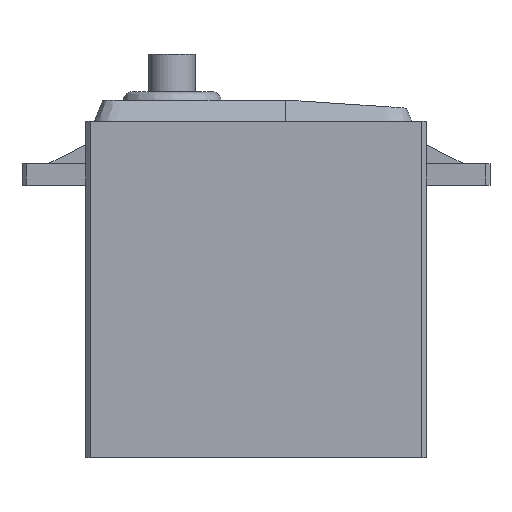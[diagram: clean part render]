
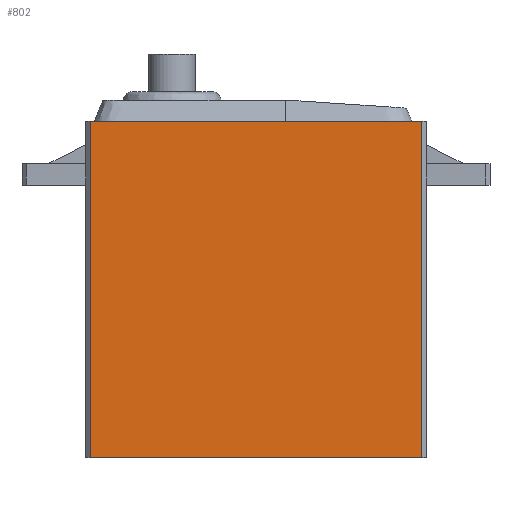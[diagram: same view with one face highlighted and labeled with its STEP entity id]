
A CAD part, top view. The second image highlights one B-rep face of the part: STEP entity #802.
In plain terms, the highlighted planar face has unit normal (0, 0, 1).
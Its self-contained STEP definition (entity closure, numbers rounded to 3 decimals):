
#33=LINE('',#1597,#124);
#71=LINE('',#1678,#162);
#77=LINE('',#1689,#168);
#79=LINE('',#1692,#170);
#124=VECTOR('',#935,10.);
#162=VECTOR('',#999,10.);
#168=VECTOR('',#1009,10.);
#170=VECTOR('',#1013,10.);
#247=FACE_OUTER_BOUND('',#299,.T.);
#299=EDGE_LOOP('',(#629,#630,#631,#632));
#356=VERTEX_POINT('',#1594);
#357=VERTEX_POINT('',#1596);
#386=VERTEX_POINT('',#1675);
#387=VERTEX_POINT('',#1677);
#432=EDGE_CURVE('',#356,#357,#33,.T.);
#472=EDGE_CURVE('',#387,#386,#71,.T.);
#478=EDGE_CURVE('',#357,#386,#77,.T.);
#480=EDGE_CURVE('',#387,#356,#79,.T.);
#629=ORIENTED_EDGE('',*,*,#478,.F.);
#630=ORIENTED_EDGE('',*,*,#432,.F.);
#631=ORIENTED_EDGE('',*,*,#480,.F.);
#632=ORIENTED_EDGE('',*,*,#472,.T.);
#760=PLANE('',#867);
#802=ADVANCED_FACE('',(#247),#760,.T.);
#867=AXIS2_PLACEMENT_3D('',#1691,#1011,#1012);
#935=DIRECTION('',(1.,0.,0.));
#999=DIRECTION('',(1.,0.,0.));
#1009=DIRECTION('',(0.,-1.,0.));
#1011=DIRECTION('center_axis',(0.,0.,1.));
#1012=DIRECTION('ref_axis',(1.,0.,0.));
#1013=DIRECTION('',(0.,1.,0.));
#1594=CARTESIAN_POINT('',(0.5,39.5,0.));
#1596=CARTESIAN_POINT('',(39.5,39.5,0.));
#1597=CARTESIAN_POINT('',(40.,39.5,0.));
#1675=CARTESIAN_POINT('',(39.5,0.,0.));
#1677=CARTESIAN_POINT('',(0.5,0.,0.));
#1678=CARTESIAN_POINT('',(0.,0.,0.));
#1689=CARTESIAN_POINT('',(39.5,0.,0.));
#1691=CARTESIAN_POINT('Origin',(0.,0.,0.));
#1692=CARTESIAN_POINT('',(0.5,0.,0.));
